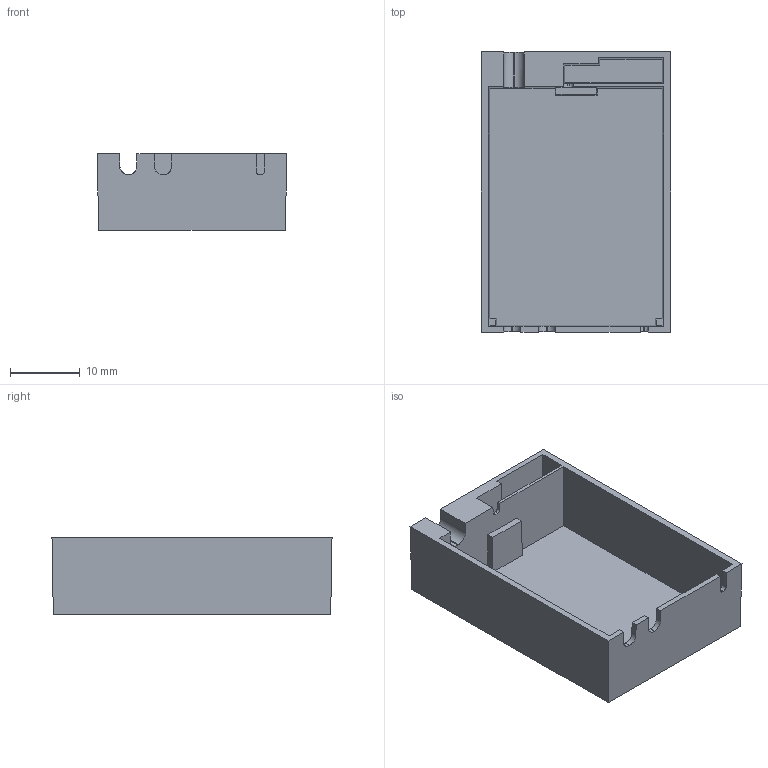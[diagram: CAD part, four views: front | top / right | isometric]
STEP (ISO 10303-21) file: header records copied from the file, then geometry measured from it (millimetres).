
FILE_DESCRIPTION (( 'STEP AP214' ), '1' );
FILE_NAME ('郋え碟赽俋褲_拏宒.STEP', '2022-05-31T03:01:47', ( '' ), ( '' ), 'SwSTEP 2.0', 'SolidWorks 2016', '' );
FILE_SCHEMA (( 'AUTOMOTIVE_DESIGN' ));
Length unit declared in the file: millimetre
Products named in the file (1): 郋え碟赽俋褲_拏宒
Bounding box: 27.18 x 40.18 x 11 mm (x, y, z)
Volume: 2686.2 mm3; surface area: 5169.7 mm2
Topology: 1 solids, 1 shells, 55 faces, 159 edges, 106 vertices
Faces by surface type: plane 45, cylinder 10
Entity records: 1807 total; most frequent: CARTESIAN_POINT 381, ORIENTED_EDGE 318, DIRECTION 251, EDGE_CURVE 159, LINE 139, VECTOR 139, VERTEX_POINT 106, AXIS2_PLACEMENT_3D 56
